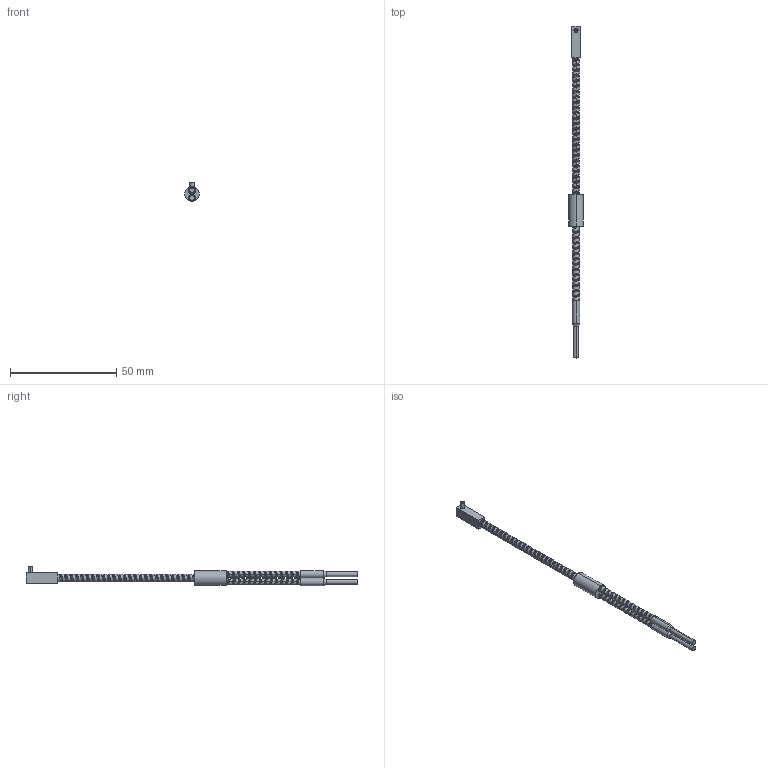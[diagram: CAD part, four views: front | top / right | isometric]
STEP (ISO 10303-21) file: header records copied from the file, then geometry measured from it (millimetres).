
FILE_DESCRIPTION((''),'2;1');
FILE_NAME('GR-11_ASM','2021-09-28T10:01:35',('Administrator'),(''),'CREO PARAMETRIC BY PTC INC, 2018400','CREO PARAMETRIC BY PTC INC, 2018400','');
FILE_SCHEMA(('CONFIG_CONTROL_DESIGN'));
Length unit declared in the file: millimetre
Products named in the file (3): GR-11; GAWX_35_; GR-11_ASM
Assembly tree (2 placements, depth 2):
  GR-11_ASM
    GR-11
    GAWX_35_
Bounding box: 6.8 x 156 x 9.05 mm (x, y, z)
Volume: 2133.2 mm3; surface area: 2659.1 mm2
Topology: 2 solids, 2 shells, 203 faces, 520 edges, 331 vertices
Faces by surface type: cylinder 125, bspline 48, plane 24, cone 6
Entity records: 16257 total; most frequent: CARTESIAN_POINT 11913, ORIENTED_EDGE 1040, DIRECTION 614, EDGE_CURVE 520, VERTEX_POINT 331, B_SPLINE_CURVE_WITH_KNOTS 273, EDGE_LOOP 213, AXIS2_PLACEMENT_3D 207
